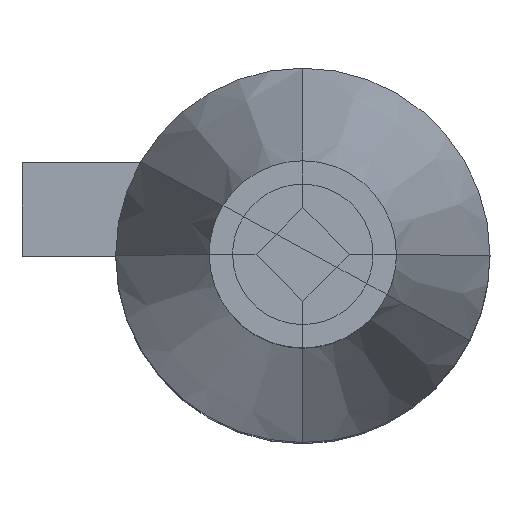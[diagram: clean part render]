
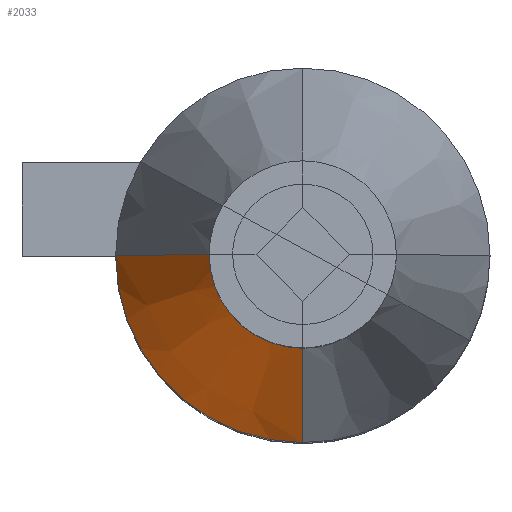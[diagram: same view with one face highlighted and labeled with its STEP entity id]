
A CAD part, top view. The second image highlights one B-rep face of the part: STEP entity #2033.
In plain terms, the highlighted conical face has half-angle 14.036 degrees and reference radius 1000 mm.
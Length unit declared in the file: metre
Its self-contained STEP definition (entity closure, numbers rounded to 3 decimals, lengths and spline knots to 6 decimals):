
#841 = VERTEX_POINT('',#842);
#842 = CARTESIAN_POINT('',(-2.,0.,8.));
#1126 = VERTEX_POINT('',#1127);
#1127 = CARTESIAN_POINT('',(-1.,0.,12.));
#1763 = VERTEX_POINT('',#1764);
#1764 = CARTESIAN_POINT('',(0.,-2.,8.));
#1948 = EDGE_CURVE('',#1949,#1763,#1951,.T.);
#1949 = VERTEX_POINT('',#1950);
#1950 = CARTESIAN_POINT('',(0.,-1.,12.));
#1951 = SURFACE_CURVE('',#1952,(#1956,#1968),.PCURVE_S1.);
#1952 = LINE('',#1953,#1954);
#1953 = CARTESIAN_POINT('',(0.,0.,16.));
#1954 = VECTOR('',#1955,1.);
#1955 = DIRECTION('',(0.,-0.243,-0.97
    ));
#1956 = PCURVE('',#1957,#1962);
#1957 = PLANE('',#1958);
#1958 = AXIS2_PLACEMENT_3D('',#1959,#1960,#1961);
#1959 = CARTESIAN_POINT('',(0.,-2.,-20.));
#1960 = DIRECTION('',(-1.,0.,0.));
#1961 = DIRECTION('',(0.,1.,0.));
#1962 = DEFINITIONAL_REPRESENTATION('',(#1963),#1967);
#1963 = LINE('',#1964,#1965);
#1964 = CARTESIAN_POINT('',(2.,-36.));
#1965 = VECTOR('',#1966,1.);
#1966 = DIRECTION('',(-0.243,0.97));
#1967 = ( GEOMETRIC_REPRESENTATION_CONTEXT(2) 
PARAMETRIC_REPRESENTATION_CONTEXT() REPRESENTATION_CONTEXT('2D SPACE',''
  ) );
#1968 = PCURVE('',#1969,#1974);
#1969 = CONICAL_SURFACE('',#1970,1.,0.245);
#1970 = AXIS2_PLACEMENT_3D('',#1971,#1972,#1973);
#1971 = CARTESIAN_POINT('',(0.,0.,12.));
#1972 = DIRECTION('',(-0.,-0.,-1.));
#1973 = DIRECTION('',(-1.,0.,0.));
#1974 = DEFINITIONAL_REPRESENTATION('',(#1975),#1978);
#1975 = B_SPLINE_CURVE_WITH_KNOTS('',1,(#1976,#1977),.UNSPECIFIED.,.F.,
  .F.,(2,2),(4.123106,8.246211),.PIECEWISE_BEZIER_KNOTS.);
#1976 = CARTESIAN_POINT('',(-1.571,0.));
#1977 = CARTESIAN_POINT('',(-1.571,4.));
#1978 = ( GEOMETRIC_REPRESENTATION_CONTEXT(2) 
PARAMETRIC_REPRESENTATION_CONTEXT() REPRESENTATION_CONTEXT('2D SPACE',''
  ) );
#1996 = PLANE('',#1997);
#1997 = AXIS2_PLACEMENT_3D('',#1998,#1999,#2000);
#1998 = CARTESIAN_POINT('',(1.,-5.,12.));
#1999 = DIRECTION('',(0.,-0.,1.));
#2000 = DIRECTION('',(-1.,0.,0.));
#2033 = ADVANCED_FACE('',(#2034),#1969,.T.);
#2034 = FACE_BOUND('',#2035,.F.);
#2035 = EDGE_LOOP('',(#2036,#2050,#2072,#2073));
#2036 = ORIENTED_EDGE('',*,*,#2037,.F.);
#2037 = EDGE_CURVE('',#1126,#841,#2038,.T.);
#2038 = SURFACE_CURVE('',#2039,(#2043),.PCURVE_S1.);
#2039 = LINE('',#2040,#2041);
#2040 = CARTESIAN_POINT('',(-1.,0.,12.));
#2041 = VECTOR('',#2042,1.);
#2042 = DIRECTION('',(-0.243,0.,-0.97));
#2043 = PCURVE('',#1969,#2044);
#2044 = DEFINITIONAL_REPRESENTATION('',(#2045),#2049);
#2045 = LINE('',#2046,#2047);
#2046 = CARTESIAN_POINT('',(-0.,0.));
#2047 = VECTOR('',#2048,1.);
#2048 = DIRECTION('',(-0.,1.));
#2049 = ( GEOMETRIC_REPRESENTATION_CONTEXT(2) 
PARAMETRIC_REPRESENTATION_CONTEXT() REPRESENTATION_CONTEXT('2D SPACE',''
  ) );
#2050 = ORIENTED_EDGE('',*,*,#2051,.T.);
#2051 = EDGE_CURVE('',#1126,#1949,#2052,.T.);
#2052 = SURFACE_CURVE('',#2053,(#2058,#2065),.PCURVE_S1.);
#2053 = CIRCLE('',#2054,1.);
#2054 = AXIS2_PLACEMENT_3D('',#2055,#2056,#2057);
#2055 = CARTESIAN_POINT('',(0.,0.,12.));
#2056 = DIRECTION('',(0.,0.,1.));
#2057 = DIRECTION('',(-1.,0.,0.));
#2058 = PCURVE('',#1969,#2059);
#2059 = DEFINITIONAL_REPRESENTATION('',(#2060),#2064);
#2060 = LINE('',#2061,#2062);
#2061 = CARTESIAN_POINT('',(-0.,0.));
#2062 = VECTOR('',#2063,1.);
#2063 = DIRECTION('',(-1.,0.));
#2064 = ( GEOMETRIC_REPRESENTATION_CONTEXT(2) 
PARAMETRIC_REPRESENTATION_CONTEXT() REPRESENTATION_CONTEXT('2D SPACE',''
  ) );
#2065 = PCURVE('',#1996,#2066);
#2066 = DEFINITIONAL_REPRESENTATION('',(#2067),#2071);
#2067 = CIRCLE('',#2068,1.);
#2068 = AXIS2_PLACEMENT_2D('',#2069,#2070);
#2069 = CARTESIAN_POINT('',(1.,-5.));
#2070 = DIRECTION('',(1.,0.));
#2071 = ( GEOMETRIC_REPRESENTATION_CONTEXT(2) 
PARAMETRIC_REPRESENTATION_CONTEXT() REPRESENTATION_CONTEXT('2D SPACE',''
  ) );
#2072 = ORIENTED_EDGE('',*,*,#1948,.T.);
#2073 = ORIENTED_EDGE('',*,*,#2074,.T.);
#2074 = EDGE_CURVE('',#1763,#841,#2075,.T.);
#2075 = SURFACE_CURVE('',#2076,(#2081),.PCURVE_S1.);
#2076 = CIRCLE('',#2077,2.);
#2077 = AXIS2_PLACEMENT_3D('',#2078,#2079,#2080);
#2078 = CARTESIAN_POINT('',(0.,0.,8.));
#2079 = DIRECTION('',(-0.,0.,-1.));
#2080 = DIRECTION('',(-1.,0.,0.));
#2081 = PCURVE('',#1969,#2082);
#2082 = DEFINITIONAL_REPRESENTATION('',(#2083),#2086);
#2083 = B_SPLINE_CURVE_WITH_KNOTS('',1,(#2084,#2085),.UNSPECIFIED.,.F.,
  .F.,(2,2),(4.712389,6.283185),.PIECEWISE_BEZIER_KNOTS.);
#2084 = CARTESIAN_POINT('',(-1.571,4.));
#2085 = CARTESIAN_POINT('',(0.,4.));
#2086 = ( GEOMETRIC_REPRESENTATION_CONTEXT(2) 
PARAMETRIC_REPRESENTATION_CONTEXT() REPRESENTATION_CONTEXT('2D SPACE',''
  ) );
